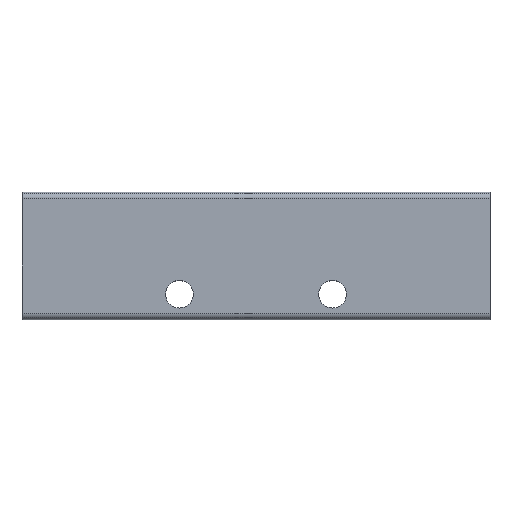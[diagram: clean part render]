
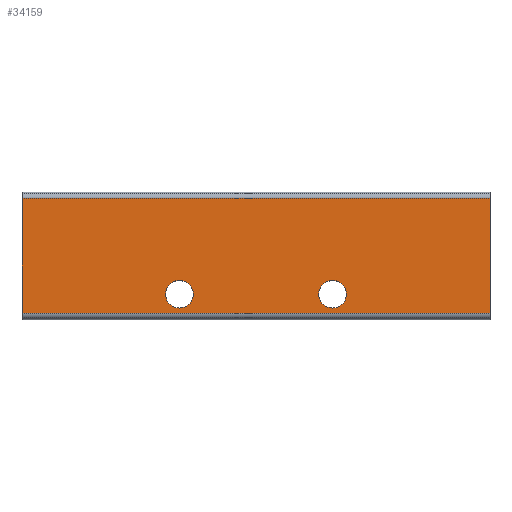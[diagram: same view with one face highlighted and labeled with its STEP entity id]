
A CAD part, top view. The second image highlights one B-rep face of the part: STEP entity #34159.
In plain terms, the highlighted planar face has unit normal (0, 0, 1).
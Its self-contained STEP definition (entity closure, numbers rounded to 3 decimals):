
#143=CARTESIAN_POINT('',(45.75,-9.0,10.0));
#144=VERTEX_POINT('',#143);
#160=CARTESIAN_POINT('',(39.25,-9.0,10.0));
#161=VERTEX_POINT('',#160);
#168=CARTESIAN_POINT('',(42.5,-9.0,10.0));
#169=DIRECTION('',(0.0,0.0,-1.0));
#170=DIRECTION('',(1.0,0.0,0.0));
#171=AXIS2_PLACEMENT_3D('',#168,#169,#170);
#172=CIRCLE('',#171,3.25);
#173=EDGE_CURVE('',#144,#161,#172,.T.);
#185=CARTESIAN_POINT('',(9.75,-9.0,10.0));
#186=VERTEX_POINT('',#185);
#202=CARTESIAN_POINT('',(3.25,-9.0,10.0));
#203=VERTEX_POINT('',#202);
#210=CARTESIAN_POINT('',(6.5,-9.0,10.0));
#211=DIRECTION('',(0.0,0.0,-1.0));
#212=DIRECTION('',(1.0,0.0,0.0));
#213=AXIS2_PLACEMENT_3D('',#210,#211,#212);
#214=CIRCLE('',#213,3.25);
#215=EDGE_CURVE('',#186,#203,#214,.T.);
#235=CARTESIAN_POINT('',(79.5,-13.5,10.0));
#236=VERTEX_POINT('',#235);
#244=CARTESIAN_POINT('',(-30.5,-13.5,10.0));
#245=VERTEX_POINT('',#244);
#246=CARTESIAN_POINT('',(79.5,-13.5,10.0));
#247=DIRECTION('',(-1.0,0.0,0.0));
#248=VECTOR('',#247,110.);
#249=LINE('',#246,#248);
#250=EDGE_CURVE('',#236,#245,#249,.T.);
#361=CARTESIAN_POINT('',(-30.5,13.5,10.0));
#362=VERTEX_POINT('',#361);
#370=CARTESIAN_POINT('',(79.5,13.5,10.0));
#371=VERTEX_POINT('',#370);
#372=CARTESIAN_POINT('',(-30.5,13.5,10.0));
#373=DIRECTION('',(1.0,0.0,0.0));
#374=VECTOR('',#373,110.);
#375=LINE('',#372,#374);
#376=EDGE_CURVE('',#362,#371,#375,.T.);
#33917=CARTESIAN_POINT('',(79.5,13.5,10.0));
#33918=DIRECTION('',(0.0,-1.0,0.0));
#33919=VECTOR('',#33918,27.0);
#33920=LINE('',#33917,#33919);
#33921=EDGE_CURVE('',#371,#236,#33920,.T.);
#34123=CARTESIAN_POINT('',(0.,0.,10.0));
#34124=DIRECTION('',(0.0,0.0,1.0));
#34125=DIRECTION('',(1.0,0.0,0.0));
#34126=AXIS2_PLACEMENT_3D('',#34123,#34124,#34125);
#34127=PLANE('',#34126);
#34128=ORIENTED_EDGE('',*,*,#376,.F.);
#34129=CARTESIAN_POINT('',(-30.5,-13.5,10.0));
#34130=DIRECTION('',(0.0,1.0,0.0));
#34131=VECTOR('',#34130,27.0);
#34132=LINE('',#34129,#34131);
#34133=EDGE_CURVE('',#245,#362,#34132,.T.);
#34134=ORIENTED_EDGE('',*,*,#34133,.F.);
#34135=ORIENTED_EDGE('',*,*,#250,.F.);
#34136=ORIENTED_EDGE('',*,*,#33921,.F.);
#34137=EDGE_LOOP('',(#34128,#34134,#34135,#34136));
#34138=FACE_OUTER_BOUND('',#34137,.T.);
#34139=ORIENTED_EDGE('',*,*,#173,.T.);
#34140=CARTESIAN_POINT('',(42.5,-9.0,10.0));
#34141=DIRECTION('',(0.0,0.0,-1.0));
#34142=DIRECTION('',(1.0,0.0,0.0));
#34143=AXIS2_PLACEMENT_3D('',#34140,#34141,#34142);
#34144=CIRCLE('',#34143,3.25);
#34145=EDGE_CURVE('',#161,#144,#34144,.T.);
#34146=ORIENTED_EDGE('',*,*,#34145,.T.);
#34147=EDGE_LOOP('',(#34139,#34146));
#34148=FACE_BOUND('',#34147,.T.);
#34149=ORIENTED_EDGE('',*,*,#215,.T.);
#34150=CARTESIAN_POINT('',(6.5,-9.0,10.0));
#34151=DIRECTION('',(0.0,0.0,-1.0));
#34152=DIRECTION('',(1.0,0.0,0.0));
#34153=AXIS2_PLACEMENT_3D('',#34150,#34151,#34152);
#34154=CIRCLE('',#34153,3.25);
#34155=EDGE_CURVE('',#203,#186,#34154,.T.);
#34156=ORIENTED_EDGE('',*,*,#34155,.T.);
#34157=EDGE_LOOP('',(#34149,#34156));
#34158=FACE_BOUND('',#34157,.T.);
#34159=ADVANCED_FACE('',(#34138,#34148,#34158),#34127,.T.);
